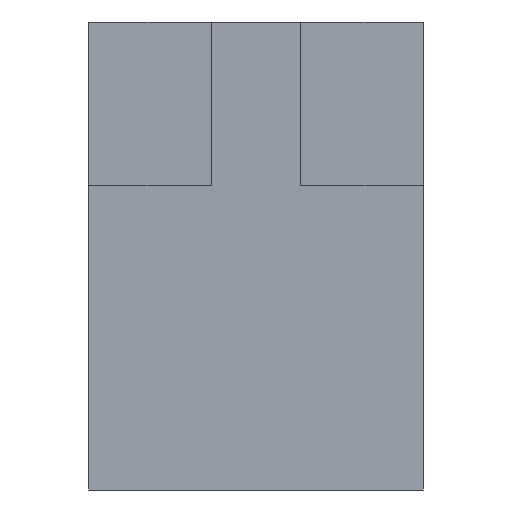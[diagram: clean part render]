
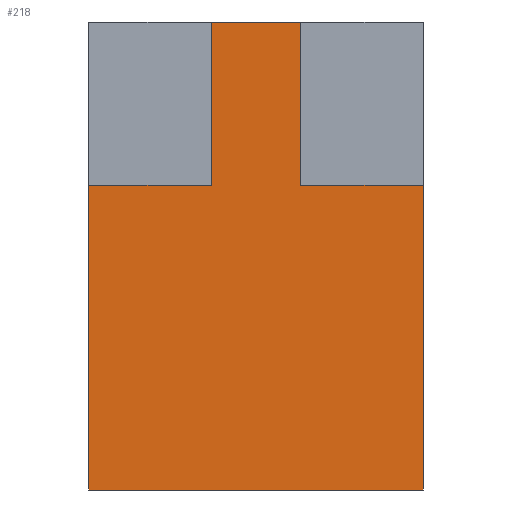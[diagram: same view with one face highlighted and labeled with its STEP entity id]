
A CAD part, left-side view. The second image highlights one B-rep face of the part: STEP entity #218.
In plain terms, the highlighted planar face has unit normal (-1, 0, 0).
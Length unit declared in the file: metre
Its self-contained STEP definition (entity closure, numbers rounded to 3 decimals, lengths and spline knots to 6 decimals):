
#12=ORIENTED_EDGE('',*,*,#72,.F.);
#13=ORIENTED_EDGE('',*,*,#73,.T.);
#14=ORIENTED_EDGE('',*,*,#74,.F.);
#15=ORIENTED_EDGE('',*,*,#75,.F.);
#16=ORIENTED_EDGE('',*,*,#76,.T.);
#17=ORIENTED_EDGE('',*,*,#77,.T.);
#18=ORIENTED_EDGE('',*,*,#78,.T.);
#19=ORIENTED_EDGE('',*,*,#79,.F.);
#72=EDGE_CURVE('',#102,#103,#122,.T.);
#73=EDGE_CURVE('',#102,#104,#123,.T.);
#74=EDGE_CURVE('',#105,#104,#124,.T.);
#75=EDGE_CURVE('',#106,#105,#125,.T.);
#76=EDGE_CURVE('',#106,#107,#126,.T.);
#77=EDGE_CURVE('',#107,#108,#127,.T.);
#78=EDGE_CURVE('',#108,#109,#128,.T.);
#79=EDGE_CURVE('',#103,#109,#129,.T.);
#102=VERTEX_POINT('',#314);
#103=VERTEX_POINT('',#315);
#104=VERTEX_POINT('',#317);
#105=VERTEX_POINT('',#319);
#106=VERTEX_POINT('',#321);
#107=VERTEX_POINT('',#323);
#108=VERTEX_POINT('',#325);
#109=VERTEX_POINT('',#327);
#122=LINE('',#313,#152);
#123=LINE('',#316,#153);
#124=LINE('',#318,#154);
#125=LINE('',#320,#155);
#126=LINE('',#322,#156);
#127=LINE('',#324,#157);
#128=LINE('',#326,#158);
#129=LINE('',#328,#159);
#152=VECTOR('',#259,1.);
#153=VECTOR('',#260,1.);
#154=VECTOR('',#261,1.);
#155=VECTOR('',#262,1.);
#156=VECTOR('',#263,1.);
#157=VECTOR('',#264,1.);
#158=VECTOR('',#265,1.);
#159=VECTOR('',#266,1.);
#182=EDGE_LOOP('',(#12,#13,#14,#15,#16,#17,#18,#19));
#194=FACE_BOUND('',#182,.T.);
#206=PLANE('',#243);
#218=ADVANCED_FACE('',(#194),#206,.F.);
#243=AXIS2_PLACEMENT_3D('',#312,#257,#258);
#257=DIRECTION('',(1.,0.,0.));
#258=DIRECTION('',(0.,0.,-1.));
#259=DIRECTION('',(0.,-1.,0.));
#260=DIRECTION('',(0.,0.,1.));
#261=DIRECTION('',(0.,-1.,0.));
#262=DIRECTION('',(0.,0.,1.));
#263=DIRECTION('',(0.,1.,0.));
#264=DIRECTION('',(0.,0.,-1.));
#265=DIRECTION('',(0.,-1.,0.));
#266=DIRECTION('',(0.,0.,-1.));
#312=CARTESIAN_POINT('',(-0.015035,-0.03792,0.007252));
#313=CARTESIAN_POINT('',(-0.015035,-0.03792,0.00525));
#314=CARTESIAN_POINT('',(-0.015035,-0.03717,0.00525));
#315=CARTESIAN_POINT('',(-0.015035,-0.03867,0.00525));
#316=CARTESIAN_POINT('',(-0.015035,-0.03717,0.00525));
#317=CARTESIAN_POINT('',(-0.015035,-0.03717,0.00725));
#318=CARTESIAN_POINT('',(-0.015035,-0.03792,0.00725));
#319=CARTESIAN_POINT('',(-0.015035,-0.03607,0.00725));
#320=CARTESIAN_POINT('',(-0.015035,-0.03607,0.00525));
#321=CARTESIAN_POINT('',(-0.015035,-0.03607,0.00525));
#322=CARTESIAN_POINT('',(-0.015035,-0.03532,0.00525));
#323=CARTESIAN_POINT('',(-0.015035,-0.03457,0.00525));
#324=CARTESIAN_POINT('',(-0.015035,-0.03457,0.007252));
#325=CARTESIAN_POINT('',(-0.015035,-0.03457,0.00151));
#326=CARTESIAN_POINT('',(-0.015035,-0.03792,0.00151));
#327=CARTESIAN_POINT('',(-0.015035,-0.03867,0.00151));
#328=CARTESIAN_POINT('',(-0.015035,-0.03867,0.007252));
